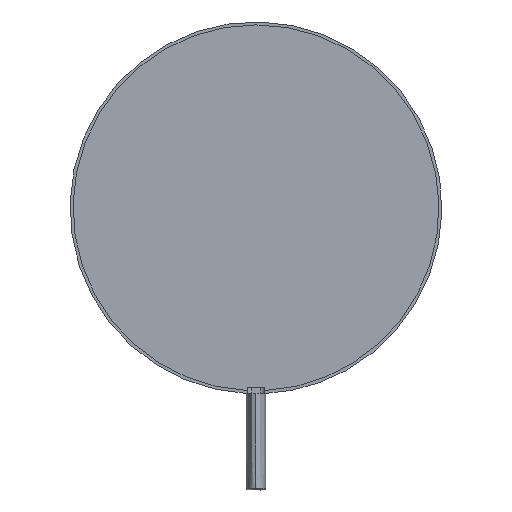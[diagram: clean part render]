
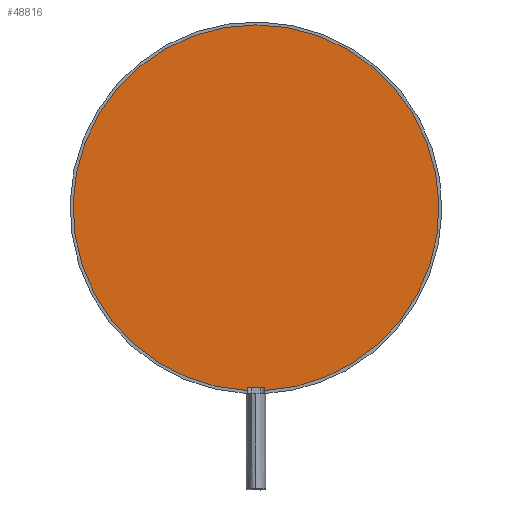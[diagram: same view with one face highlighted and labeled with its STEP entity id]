
A CAD part, left-side view. The second image highlights one B-rep face of the part: STEP entity #48816.
In plain terms, the highlighted face is planar.
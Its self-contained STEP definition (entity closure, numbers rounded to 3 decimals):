
#47961=CARTESIAN_POINT(' ',(4.,-83.559,0.));
#47962=VERTEX_POINT(' ',#47961);
#47976=CARTESIAN_POINT(' ',(0.,0.,0.));
#47981=DIRECTION(' ',(0.,0.,-1.));
#47986=DIRECTION(' ',(-0.048,-0.999,0.));
#47991=AXIS2_PLACEMENT_3D(' ',#47976,#47981,#47986);
#47996=CIRCLE('',#47991,83.655);
#48001=CARTESIAN_POINT(' ',(-4.,-83.559,0.));
#48002=VERTEX_POINT(' ',#48001);
#48006=EDGE_CURVE(' ',#48002,#47962,#47996,.T.);
#48086=CARTESIAN_POINT(' ',(-4.,-83.559,0.));
#48091=DIRECTION(' ',(0.,1.,0.));
#48096=VECTOR(' ',#48091,1.);
#48101=LINE('',#48086,#48096);
#48106=CARTESIAN_POINT(' ',(-4.,-82.168,0.));
#48107=VERTEX_POINT(' ',#48106);
#48111=EDGE_CURVE(' ',#48002,#48107,#48101,.T.);
#48616=CARTESIAN_POINT(' ',(4.,-82.168,0.));
#48617=VERTEX_POINT(' ',#48616);
#48631=CARTESIAN_POINT(' ',(4.,-82.168,0.));
#48636=DIRECTION(' ',(0.,-1.,0.));
#48641=VECTOR(' ',#48636,1.);
#48646=LINE('',#48631,#48641);
#48651=EDGE_CURVE(' ',#48617,#47962,#48646,.T.);
#48736=DIRECTION(' ',(0.,0.,-1.));
#48741=CARTESIAN_POINT(' ',(67.529,-98.876,0.));
#48746=DIRECTION(' ',(-0.983,0.186,0.));
#48751=AXIS2_PLACEMENT_3D(' ',#48741,#48736,#48746);
#48756=PLANE('',#48751);
#48761=ORIENTED_EDGE(' ',*,*,#48651,.F.);
#48766=CARTESIAN_POINT(' ',(4.,-82.168,0.));
#48771=DIRECTION(' ',(-1.,0.,0.));
#48776=VECTOR(' ',#48771,1.);
#48781=LINE('',#48766,#48776);
#48786=EDGE_CURVE(' ',#48617,#48107,#48781,.T.);
#48791=ORIENTED_EDGE(' ',*,*,#48786,.T.);
#48796=ORIENTED_EDGE(' ',*,*,#48111,.F.);
#48801=ORIENTED_EDGE(' ',*,*,#48006,.T.);
#48806=EDGE_LOOP(' ',(#48761,#48791,#48796,#48801));
#48811=FACE_OUTER_BOUND(' ',#48806,.T.);
#48816=ADVANCED_FACE('',(#48811),#48756,.T.);
